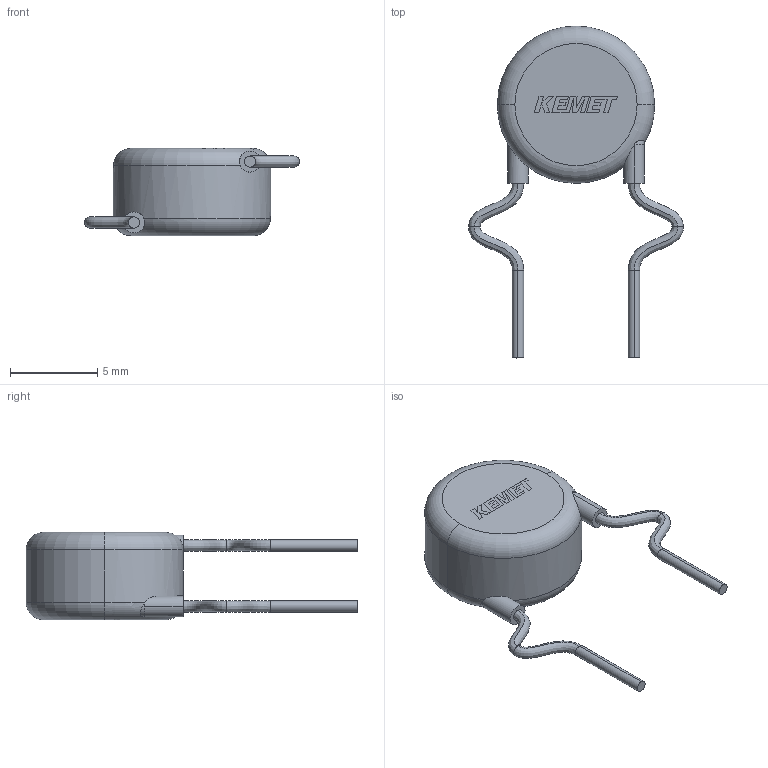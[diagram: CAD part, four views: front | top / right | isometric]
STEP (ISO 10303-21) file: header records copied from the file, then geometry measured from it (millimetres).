
FILE_DESCRIPTION (( 'STEP AP214' ), '1' );
FILE_NAME ('CCD_KCOC900_D9T5S7.5LL5F0.55.STEP', '2017-10-30T19:27:16', ( '' ), ( '' ), 'SwSTEP 2.0', 'SolidWorks 2014', '' );
FILE_SCHEMA (( 'AUTOMOTIVE_DESIGN' ));
Length unit declared in the file: millimetre
Products named in the file (1): CCD_KCOC900_D9T5S7.5LL5F0.55
Bounding box: 12.29 x 19 x 5 mm (x, y, z)
Volume: 318.6 mm3; surface area: 311.7 mm2
Topology: 4 solids, 4 shells, 87 faces, 219 edges, 142 vertices
Faces by surface type: plane 63, bspline 12, cylinder 6, torus 6
Entity records: 4030 total; most frequent: CARTESIAN_POINT 1600, ORIENTED_EDGE 438, DIRECTION 389, EDGE_CURVE 219, VECTOR 163, LINE 163, VERTEX_POINT 142, AXIS2_PLACEMENT_3D 113
